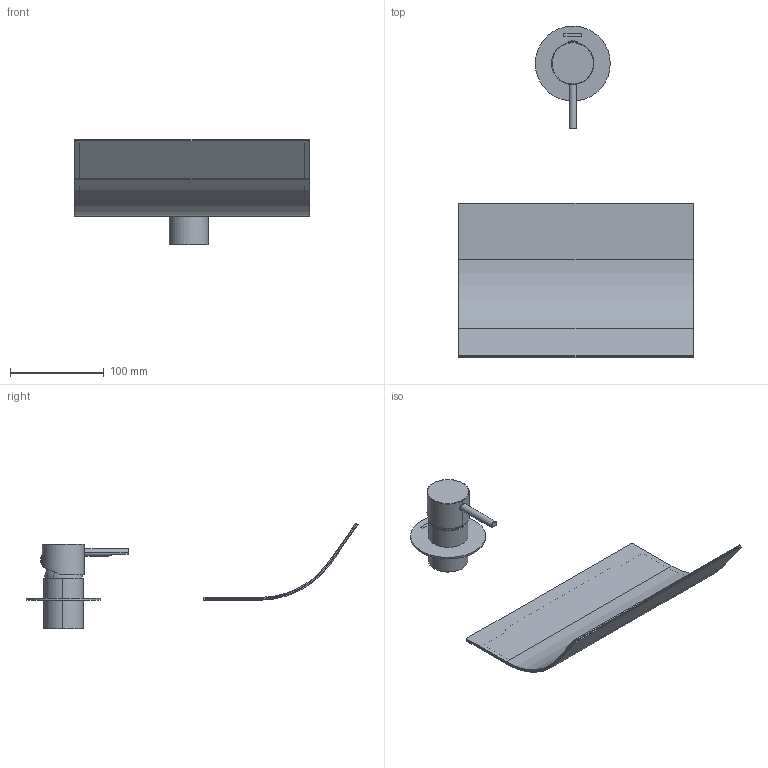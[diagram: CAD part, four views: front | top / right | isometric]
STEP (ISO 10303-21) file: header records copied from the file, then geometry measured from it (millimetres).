
FILE_DESCRIPTION (( 'STEP AP203' ), '1' );
FILE_NAME ('39AP09440.STEP', '2023-12-19T09:56:41', ( '' ), ( '' ), 'SwSTEP 2.0', 'SolidWorks 2021', '' );
FILE_SCHEMA (( 'CONFIG_CONTROL_DESIGN' ));
Length unit declared in the file: millimetre
Products named in the file (1): 39AP09440
Bounding box: 250 x 354.32 x 112.84 mm (x, y, z)
Volume: 145262.5 mm3; surface area: 253139.2 mm2
Topology: 8 solids, 8 shells, 342 faces, 839 edges, 509 vertices
Faces by surface type: cylinder 130, plane 95, bspline 51, torus 27, sphere 21, cone 18
Entity records: 14178 total; most frequent: CARTESIAN_POINT 6494, ORIENTED_EDGE 1658, DIRECTION 1551, EDGE_CURVE 829, AXIS2_PLACEMENT_3D 609, VERTEX_POINT 509, EDGE_LOOP 364, FACE_OUTER_BOUND 342
